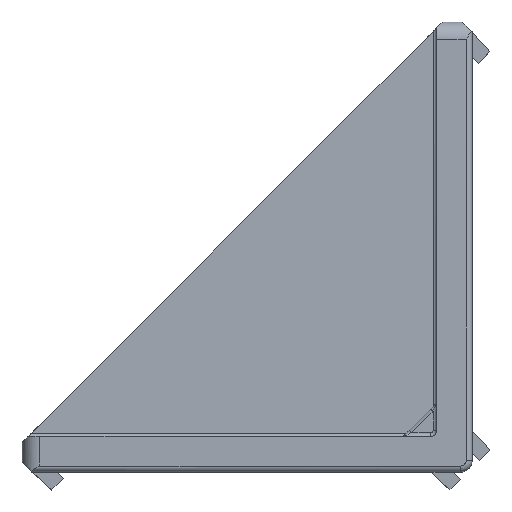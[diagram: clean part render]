
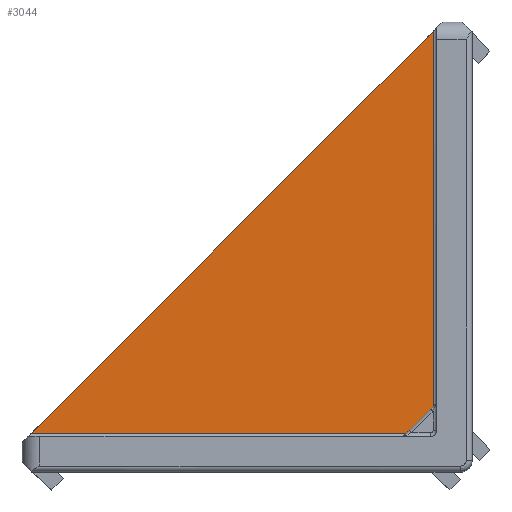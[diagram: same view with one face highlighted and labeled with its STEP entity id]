
A CAD part, top view. The second image highlights one B-rep face of the part: STEP entity #3044.
In plain terms, the highlighted planar face has unit normal (-0.012, 0.012, 1).
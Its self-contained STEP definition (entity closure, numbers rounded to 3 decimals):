
#127=PLANE($,#3245);
#214=FACE_OUTER_BOUND($,#385,.T.);
#385=EDGE_LOOP($,(#2047,#2048,#2049,#2050));
#549=B_SPLINE_CURVE_WITH_KNOTS($,3,(#4476,#4477,#4478,#4479,#4480,#4481,
#4482),.UNSPECIFIED.,.F.,.F.,(4,3,4),(0.,0.5,1.),.UNSPECIFIED.);
#602=LINE($,#4284,#884);
#657=LINE($,#4474,#939);
#658=LINE($,#4483,#940);
#884=VECTOR($,#3479,47.952);
#939=VECTOR($,#3598,33.71);
#940=VECTOR($,#3599,33.71);
#1223=VERTEX_POINT($,#4281);
#1224=VERTEX_POINT($,#4283);
#1296=VERTEX_POINT($,#4473);
#1297=VERTEX_POINT($,#4475);
#1503=EDGE_CURVE($,#1224,#1223,#602,.T.);
#1584=EDGE_CURVE($,#1223,#1296,#657,.T.);
#1585=EDGE_CURVE($,#1296,#1297,#549,.T.);
#1586=EDGE_CURVE($,#1297,#1224,#658,.T.);
#2047=ORIENTED_EDGE($,*,*,#1503,.T.);
#2048=ORIENTED_EDGE($,*,*,#1584,.T.);
#2049=ORIENTED_EDGE($,*,*,#1585,.T.);
#2050=ORIENTED_EDGE($,*,*,#1586,.T.);
#3044=ADVANCED_FACE($,(#214),#127,.T.);
#3245=AXIS2_PLACEMENT_3D($,#4472,#3596,#3597);
#3479=DIRECTION($,(-0.707,-0.707,0.));
#3596=DIRECTION('center_axis',(-0.012,0.012,1.));
#3597=DIRECTION('ref_axis',(1.,0.,0.012));
#3598=DIRECTION($,(1.,0.,0.012));
#3599=DIRECTION($,(0.,1.,-0.012));
#4281=CARTESIAN_POINT('',(-37.204,3.296,-6.));
#4283=CARTESIAN_POINT('',(-3.296,37.204,-6.));
#4284=CARTESIAN_POINT($,(-38.,2.5,-6.));
#4472=CARTESIAN_POINT('Origin',(-38.,2.5,-6.));
#4473=CARTESIAN_POINT('',(-3.496,3.296,-5.584));
#4474=CARTESIAN_POINT($,(-38.,3.296,-6.01));
#4475=CARTESIAN_POINT('',(-3.296,3.496,-5.584));
#4476=CARTESIAN_POINT('Ctrl Pts',(-3.496,3.296,-5.584));
#4477=CARTESIAN_POINT('Ctrl Pts',(-3.441,3.296,-5.583));
#4478=CARTESIAN_POINT('Ctrl Pts',(-3.393,3.316,-5.583));
#4479=CARTESIAN_POINT('Ctrl Pts',(-3.355,3.355,-5.583));
#4480=CARTESIAN_POINT('Ctrl Pts',(-3.316,3.393,-5.583));
#4481=CARTESIAN_POINT('Ctrl Pts',(-3.296,3.44,-5.583));
#4482=CARTESIAN_POINT('Ctrl Pts',(-3.296,3.496,-5.584));
#4483=CARTESIAN_POINT($,(-3.296,3.496,-5.584));
